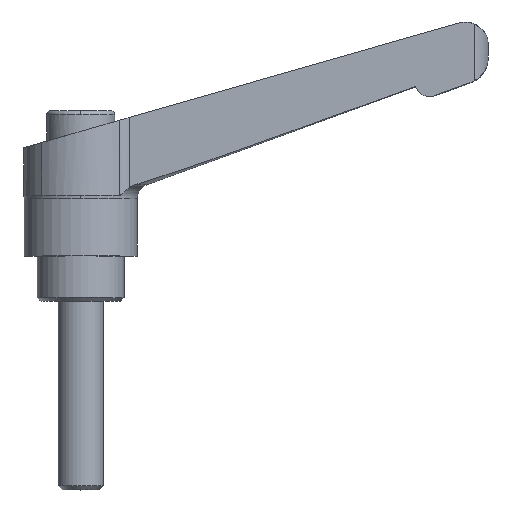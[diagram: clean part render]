
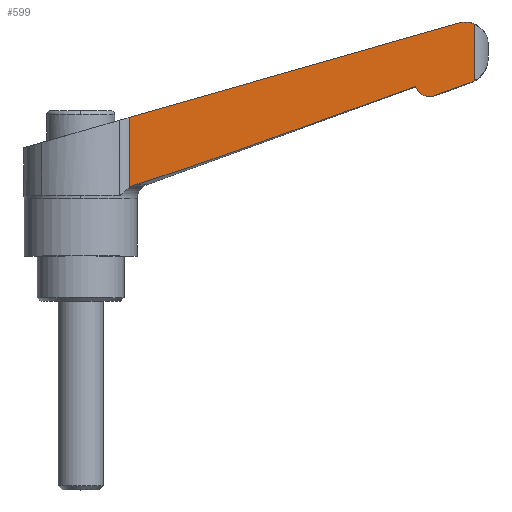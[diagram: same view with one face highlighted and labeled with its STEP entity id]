
A CAD part, top view. The second image highlights one B-rep face of the part: STEP entity #599.
In plain terms, the highlighted planar face has unit normal (0.035, 0, 0.999).
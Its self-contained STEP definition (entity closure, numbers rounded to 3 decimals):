
#277 = VERTEX_POINT( '', #766 );
#289 = VERTEX_POINT( '', #779 );
#293 = EDGE_CURVE( '', #591, #289, #783, .T. );
#325 = VERTEX_POINT( '', #815 );
#345 = EDGE_CURVE( '', #557, #719, #837, .T. );
#389 = VERTEX_POINT( '', #886 );
#447 = EDGE_CURVE( '', #637, #389, #950, .T. );
#519 = EDGE_CURVE( '', #289, #557, #1033, .T. );
#523 = EDGE_CURVE( '', #637, #277, #1037, .T. );
#547 = EDGE_CURVE( '', #579, #325, #1066, .T. );
#557 = VERTEX_POINT( '', #1077 );
#579 = VERTEX_POINT( '', #1101 );
#591 = VERTEX_POINT( '', #1115 );
#595 = EDGE_CURVE( '', #719, #325, #1119, .T. );
#599 = ADVANCED_FACE( '', ( #1123 ), #1124, .F. );
#637 = VERTEX_POINT( '', #1167 );
#641 = EDGE_CURVE( '', #579, #277, #1171, .T. );
#683 = EDGE_CURVE( '', #389, #591, #1214, .T. );
#719 = VERTEX_POINT( '', #1253 );
#766 = CARTESIAN_POINT( '', ( 104.291, 73.487, 6.753 ) );
#779 = CARTESIAN_POINT( '', ( 88.699, 56.934, 7.298 ) );
#783 = B_SPLINE_CURVE_WITH_KNOTS( '', 3, ( #1315, #1316, #1317, #1318, #1319, #1320, #1321, #1322, #1323, #1324, #1325, #1326, #1327, #1328, #1329, #1330, #1331, #1332, #1333, #1334 ), .UNSPECIFIED., .F., .F., ( 4, 2, 2, 2, 2, 2, 2, 2, 2, 4 ), ( 4.624, 5.195, 5.942, 6.689, 7.435, 8.18, 8.925, 9.666, 10.408, 10.575 ), .UNSPECIFIED. );
#815 = CARTESIAN_POINT( '', ( 12.916, 48.734, 9.944 ) );
#837 = B_SPLINE_CURVE_WITH_KNOTS( '', 3, ( #1445, #1446, #1447, #1448, #1449, #1450, #1451, #1452 ), .UNSPECIFIED., .F., .F., ( 4, 2, 2, 4 ), ( 7.975, 8.312, 9.233, 9.742 ), .UNSPECIFIED. );
#886 = CARTESIAN_POINT( '', ( 103.17, 57.916, 6.792 ) );
#950 = B_SPLINE_CURVE_WITH_KNOTS( '', 3, ( #1604, #1605, #1606, #1607, #1608, #1609, #1610, #1611 ), .UNSPECIFIED., .F., .F., ( 4, 2, 2, 4 ), ( 6.899, 7.133, 7.783, 8.089 ), .UNSPECIFIED. );
#1033 = ( B_SPLINE_CURVE( 2, ( #1781, #1782, #1783 ), .UNSPECIFIED., .F., .F. )B_SPLINE_CURVE_WITH_KNOTS( ( 3, 3 ), ( 0., 78.568 ), .UNSPECIFIED. )RATIONAL_B_SPLINE_CURVE( ( 1., 1.391, 1. ) )BOUNDED_CURVE(  )REPRESENTATION_ITEM( '' )GEOMETRIC_REPRESENTATION_ITEM(  )CURVE(  ) );
#1037 = LINE( '', #1794, #1795 );
#1066 = LINE( '', #1836, #1837 );
#1077 = CARTESIAN_POINT( '', ( 14.599, 30.958, 9.885 ) );
#1101 = CARTESIAN_POINT( '', ( 100.973, 73.985, 6.869 ) );
#1115 = CARTESIAN_POINT( '', ( 93.856, 54.543, 7.118 ) );
#1119 = LINE( '', #1919, #1920 );
#1123 = FACE_OUTER_BOUND( '', #1925, .T. );
#1124 = PLANE( '', #1926 );
#1167 = CARTESIAN_POINT( '', ( 104.291, 58.438, 6.753 ) );
#1171 = B_SPLINE_CURVE_WITH_KNOTS( '', 3, ( #2006, #2007, #2008, #2009, #2010, #2011, #2012, #2013, #2014, #2015, #2016, #2017, #2018, #2019, #2020, #2021, #2022, #2023 ), .UNSPECIFIED., .F., .F., ( 4, 2, 2, 2, 2, 2, 2, 2, 4 ), ( 25.151, 25.61, 26.169, 26.728, 27.288, 27.847, 28.406, 28.965, 29.191 ), .UNSPECIFIED. );
#1214 = ( B_SPLINE_CURVE( 2, ( #2082, #2083, #2084 ), .UNSPECIFIED., .F., .F. )B_SPLINE_CURVE_WITH_KNOTS( ( 3, 3 ), ( 0., 9.911 ), .UNSPECIFIED. )RATIONAL_B_SPLINE_CURVE( ( 1., 1.001, 1. ) )BOUNDED_CURVE(  )REPRESENTATION_ITEM( '' )GEOMETRIC_REPRESENTATION_ITEM(  )CURVE(  ) );
#1253 = CARTESIAN_POINT( '', ( 12.916, 30.152, 9.944 ) );
#1315 = CARTESIAN_POINT( '', ( 93.856, 54.543, 7.118 ) );
#1316 = CARTESIAN_POINT( '', ( 93.671, 54.476, 7.124 ) );
#1317 = CARTESIAN_POINT( '', ( 93.47, 54.419, 7.131 ) );
#1318 = CARTESIAN_POINT( '', ( 93.001, 54.326, 7.147 ) );
#1319 = CARTESIAN_POINT( '', ( 92.729, 54.302, 7.157 ) );
#1320 = CARTESIAN_POINT( '', ( 92.232, 54.302, 7.174 ) );
#1321 = CARTESIAN_POINT( '', ( 91.96, 54.326, 7.184 ) );
#1322 = CARTESIAN_POINT( '', ( 91.428, 54.432, 7.202 ) );
#1323 = CARTESIAN_POINT( '', ( 91.167, 54.513, 7.211 ) );
#1324 = CARTESIAN_POINT( '', ( 90.708, 54.702, 7.228 ) );
#1325 = CARTESIAN_POINT( '', ( 90.467, 54.828, 7.236 ) );
#1326 = CARTESIAN_POINT( '', ( 90.017, 55.128, 7.252 ) );
#1327 = CARTESIAN_POINT( '', ( 89.807, 55.302, 7.259 ) );
#1328 = CARTESIAN_POINT( '', ( 89.457, 55.652, 7.271 ) );
#1329 = CARTESIAN_POINT( '', ( 89.283, 55.859, 7.277 ) );
#1330 = CARTESIAN_POINT( '', ( 88.982, 56.307, 7.288 ) );
#1331 = CARTESIAN_POINT( '', ( 88.856, 56.547, 7.292 ) );
#1332 = CARTESIAN_POINT( '', ( 88.74, 56.826, 7.296 ) );
#1333 = CARTESIAN_POINT( '', ( 88.719, 56.879, 7.297 ) );
#1334 = CARTESIAN_POINT( '', ( 88.699, 56.934, 7.298 ) );
#1445 = CARTESIAN_POINT( '', ( 14.599, 30.958, 9.885 ) );
#1446 = CARTESIAN_POINT( '', ( 14.486, 30.925, 9.889 ) );
#1447 = CARTESIAN_POINT( '', ( 14.376, 30.889, 9.893 ) );
#1448 = CARTESIAN_POINT( '', ( 13.981, 30.747, 9.907 ) );
#1449 = CARTESIAN_POINT( '', ( 13.673, 30.61, 9.918 ) );
#1450 = CARTESIAN_POINT( '', ( 13.22, 30.354, 9.933 ) );
#1451 = CARTESIAN_POINT( '', ( 13.063, 30.256, 9.939 ) );
#1452 = CARTESIAN_POINT( '', ( 12.916, 30.152, 9.944 ) );
#1604 = CARTESIAN_POINT( '', ( 104.291, 58.438, 6.753 ) );
#1605 = CARTESIAN_POINT( '', ( 104.218, 58.396, 6.756 ) );
#1606 = CARTESIAN_POINT( '', ( 104.145, 58.355, 6.758 ) );
#1607 = CARTESIAN_POINT( '', ( 103.867, 58.208, 6.768 ) );
#1608 = CARTESIAN_POINT( '', ( 103.661, 58.112, 6.775 ) );
#1609 = CARTESIAN_POINT( '', ( 103.366, 57.99, 6.785 ) );
#1610 = CARTESIAN_POINT( '', ( 103.269, 57.952, 6.789 ) );
#1611 = CARTESIAN_POINT( '', ( 103.17, 57.916, 6.792 ) );
#1781 = CARTESIAN_POINT( '', ( 88.699, 56.934, 7.298 ) );
#1782 = CARTESIAN_POINT( '', ( 26.851, 34.563, 9.457 ) );
#1783 = CARTESIAN_POINT( '', ( 14.599, 30.958, 9.885 ) );
#1794 = CARTESIAN_POINT( '', ( 104.291, 0., 6.753 ) );
#1795 = VECTOR( '', #2532, 1. );
#1836 = CARTESIAN_POINT( '', ( -8.298, 42.65, 10.685 ) );
#1837 = VECTOR( '', #2583, 1. );
#1919 = CARTESIAN_POINT( '', ( 12.916, 0., 9.944 ) );
#1920 = VECTOR( '', #2627, 1. );
#1925 = EDGE_LOOP( '', ( #2632, #2633, #2634, #2635, #2636, #2637, #2638, #2639, #2640 ) );
#1926 = AXIS2_PLACEMENT_3D( '', #2641, #2642, #2643 );
#2006 = CARTESIAN_POINT( '', ( 100.108, 73.805, 6.899 ) );
#2007 = CARTESIAN_POINT( '', ( 100.266, 73.85, 6.894 ) );
#2008 = CARTESIAN_POINT( '', ( 100.428, 73.89, 6.888 ) );
#2009 = CARTESIAN_POINT( '', ( 100.79, 73.962, 6.875 ) );
#2010 = CARTESIAN_POINT( '', ( 100.992, 73.991, 6.868 ) );
#2011 = CARTESIAN_POINT( '', ( 101.388, 74.029, 6.855 ) );
#2012 = CARTESIAN_POINT( '', ( 101.583, 74.038, 6.848 ) );
#2013 = CARTESIAN_POINT( '', ( 101.956, 74.038, 6.835 ) );
#2014 = CARTESIAN_POINT( '', ( 102.15, 74.029, 6.828 ) );
#2015 = CARTESIAN_POINT( '', ( 102.547, 73.991, 6.814 ) );
#2016 = CARTESIAN_POINT( '', ( 102.748, 73.962, 6.807 ) );
#2017 = CARTESIAN_POINT( '', ( 103.146, 73.883, 6.793 ) );
#2018 = CARTESIAN_POINT( '', ( 103.344, 73.833, 6.786 ) );
#2019 = CARTESIAN_POINT( '', ( 103.724, 73.717, 6.773 ) );
#2020 = CARTESIAN_POINT( '', ( 103.908, 73.65, 6.767 ) );
#2021 = CARTESIAN_POINT( '', ( 104.15, 73.551, 6.758 ) );
#2022 = CARTESIAN_POINT( '', ( 104.22, 73.52, 6.756 ) );
#2023 = CARTESIAN_POINT( '', ( 104.291, 73.487, 6.753 ) );
#2082 = CARTESIAN_POINT( '', ( 103.17, 57.916, 6.792 ) );
#2083 = CARTESIAN_POINT( '', ( 98.295, 56.15, 6.963 ) );
#2084 = CARTESIAN_POINT( '', ( 93.856, 54.543, 7.118 ) );
#2532 = DIRECTION( '', ( 0., 1., 0. ) );
#2583 = DIRECTION( '', ( -0.961, -0.275, 0.034 ) );
#2627 = DIRECTION( '', ( 0., 1., 0. ) );
#2632 = ORIENTED_EDGE( '', *, *, #547, .T. );
#2633 = ORIENTED_EDGE( '', *, *, #595, .F. );
#2634 = ORIENTED_EDGE( '', *, *, #345, .F. );
#2635 = ORIENTED_EDGE( '', *, *, #519, .F. );
#2636 = ORIENTED_EDGE( '', *, *, #293, .F. );
#2637 = ORIENTED_EDGE( '', *, *, #683, .F. );
#2638 = ORIENTED_EDGE( '', *, *, #447, .F. );
#2639 = ORIENTED_EDGE( '', *, *, #523, .T. );
#2640 = ORIENTED_EDGE( '', *, *, #641, .F. );
#2641 = CARTESIAN_POINT( '', ( 12.916, 0., 9.944 ) );
#2642 = DIRECTION( '', ( -0.035, 0., -0.999 ) );
#2643 = DIRECTION( '', ( -0.999, 0., 0.035 ) );
